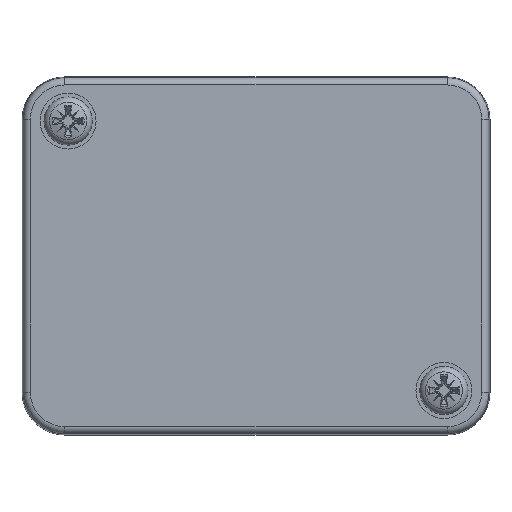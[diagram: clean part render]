
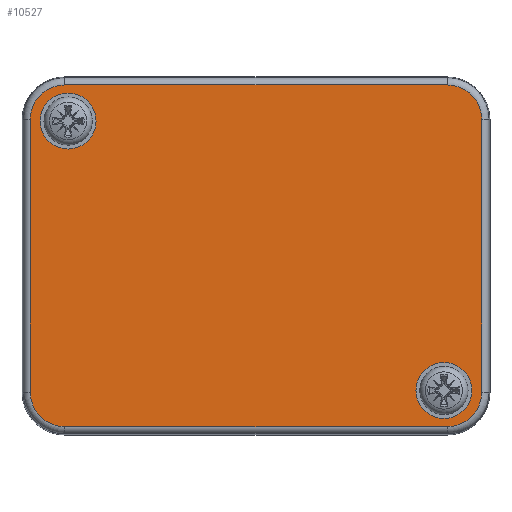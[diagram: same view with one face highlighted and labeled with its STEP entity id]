
A CAD part, top view. The second image highlights one B-rep face of the part: STEP entity #10527.
In plain terms, the highlighted face is planar.
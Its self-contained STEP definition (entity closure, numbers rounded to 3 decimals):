
#395=FACE_BOUND('',#1754,.T.);
#396=FACE_BOUND('',#1755,.T.);
#494=PLANE('',#11622);
#1057=FACE_OUTER_BOUND('',#1753,.T.);
#1753=EDGE_LOOP('',(#8045,#8046,#8047,#8048,#8049,#8050,#8051,#8052));
#1754=EDGE_LOOP('',(#8053));
#1755=EDGE_LOOP('',(#8054));
#2499=LINE('',#17256,#3173);
#2501=LINE('',#17268,#3175);
#2503=LINE('',#17280,#3177);
#2505=LINE('',#17289,#3179);
#3173=VECTOR('',#13853,10.);
#3175=VECTOR('',#13867,10.);
#3177=VECTOR('',#13881,10.);
#3179=VECTOR('',#13893,10.);
#3650=CIRCLE('',#11316,3.95);
#3652=CIRCLE('',#11320,3.95);
#3803=CIRCLE('',#11596,4.834);
#3809=CIRCLE('',#11604,4.834);
#3813=CIRCLE('',#11610,4.834);
#3817=CIRCLE('',#11616,4.834);
#4453=VERTEX_POINT('',#16586);
#4455=VERTEX_POINT('',#16593);
#4658=VERTEX_POINT('',#17244);
#4659=VERTEX_POINT('',#17246);
#4661=VERTEX_POINT('',#17252);
#4663=VERTEX_POINT('',#17258);
#4665=VERTEX_POINT('',#17264);
#4667=VERTEX_POINT('',#17270);
#4669=VERTEX_POINT('',#17276);
#4671=VERTEX_POINT('',#17282);
#5528=EDGE_CURVE('',#4453,#4453,#3650,.T.);
#5531=EDGE_CURVE('',#4455,#4455,#3652,.T.);
#5855=EDGE_CURVE('',#4658,#4659,#3803,.T.);
#5860=EDGE_CURVE('',#4659,#4661,#2499,.T.);
#5863=EDGE_CURVE('',#4661,#4663,#3809,.T.);
#5866=EDGE_CURVE('',#4663,#4665,#2501,.T.);
#5869=EDGE_CURVE('',#4665,#4667,#3813,.T.);
#5872=EDGE_CURVE('',#4667,#4669,#2503,.T.);
#5875=EDGE_CURVE('',#4669,#4671,#3817,.T.);
#5877=EDGE_CURVE('',#4671,#4658,#2505,.T.);
#8045=ORIENTED_EDGE('',*,*,#5855,.F.);
#8046=ORIENTED_EDGE('',*,*,#5877,.F.);
#8047=ORIENTED_EDGE('',*,*,#5875,.F.);
#8048=ORIENTED_EDGE('',*,*,#5872,.F.);
#8049=ORIENTED_EDGE('',*,*,#5869,.F.);
#8050=ORIENTED_EDGE('',*,*,#5866,.F.);
#8051=ORIENTED_EDGE('',*,*,#5863,.F.);
#8052=ORIENTED_EDGE('',*,*,#5860,.F.);
#8053=ORIENTED_EDGE('',*,*,#5528,.T.);
#8054=ORIENTED_EDGE('',*,*,#5531,.T.);
#10527=ADVANCED_FACE('',(#1057,#395,#396),#494,.F.);
#11316=AXIS2_PLACEMENT_3D('',#16587,#13108,#13109);
#11320=AXIS2_PLACEMENT_3D('',#16594,#13117,#13118);
#11596=AXIS2_PLACEMENT_3D('',#17247,#13842,#13843);
#11604=AXIS2_PLACEMENT_3D('',#17262,#13860,#13861);
#11610=AXIS2_PLACEMENT_3D('',#17274,#13874,#13875);
#11616=AXIS2_PLACEMENT_3D('',#17286,#13888,#13889);
#11622=AXIS2_PLACEMENT_3D('',#17299,#13907,#13908);
#13108=DIRECTION('center_axis',(0.,0.,1.));
#13109=DIRECTION('ref_axis',(1.,0.,0.));
#13117=DIRECTION('center_axis',(0.,0.,1.));
#13118=DIRECTION('ref_axis',(1.,0.,0.));
#13842=DIRECTION('center_axis',(0.,0.,1.));
#13843=DIRECTION('ref_axis',(0.707,0.707,0.));
#13853=DIRECTION('',(-1.,0.,0.));
#13860=DIRECTION('center_axis',(0.,0.,1.));
#13861=DIRECTION('ref_axis',(-0.707,0.707,0.));
#13867=DIRECTION('',(0.,-1.,0.));
#13874=DIRECTION('center_axis',(0.,0.,1.));
#13875=DIRECTION('ref_axis',(-0.707,-0.707,0.));
#13881=DIRECTION('',(1.,0.,0.));
#13888=DIRECTION('center_axis',(0.,0.,1.));
#13889=DIRECTION('ref_axis',(0.707,-0.707,0.));
#13893=DIRECTION('',(0.,1.,0.));
#13907=DIRECTION('center_axis',(0.,0.,1.));
#13908=DIRECTION('ref_axis',(1.,0.,0.));
#16586=CARTESIAN_POINT('',(22.55,19.,-20.));
#16587=CARTESIAN_POINT('Origin',(26.5,19.,-20.));
#16593=CARTESIAN_POINT('',(-30.45,-19.,-20.));
#16594=CARTESIAN_POINT('Origin',(-26.5,-19.,-20.));
#17244=CARTESIAN_POINT('',(31.834,19.25,-20.));
#17246=CARTESIAN_POINT('',(27.,24.084,-20.));
#17247=CARTESIAN_POINT('Origin',(27.,19.25,-20.));
#17252=CARTESIAN_POINT('',(-27.,24.084,-20.));
#17256=CARTESIAN_POINT('',(13.5,24.084,-20.));
#17258=CARTESIAN_POINT('',(-31.834,19.25,-20.));
#17262=CARTESIAN_POINT('Origin',(-27.,19.25,-20.));
#17264=CARTESIAN_POINT('',(-31.834,-19.25,-20.));
#17268=CARTESIAN_POINT('',(-31.834,9.625,-20.));
#17270=CARTESIAN_POINT('',(-27.,-24.084,-20.));
#17274=CARTESIAN_POINT('Origin',(-27.,-19.25,-20.));
#17276=CARTESIAN_POINT('',(27.,-24.084,-20.));
#17280=CARTESIAN_POINT('',(-13.5,-24.084,-20.));
#17282=CARTESIAN_POINT('',(31.834,-19.25,-20.));
#17286=CARTESIAN_POINT('Origin',(27.,-19.25,-20.));
#17289=CARTESIAN_POINT('',(31.834,-9.625,-20.));
#17299=CARTESIAN_POINT('Origin',(0.,0.,
-20.));
